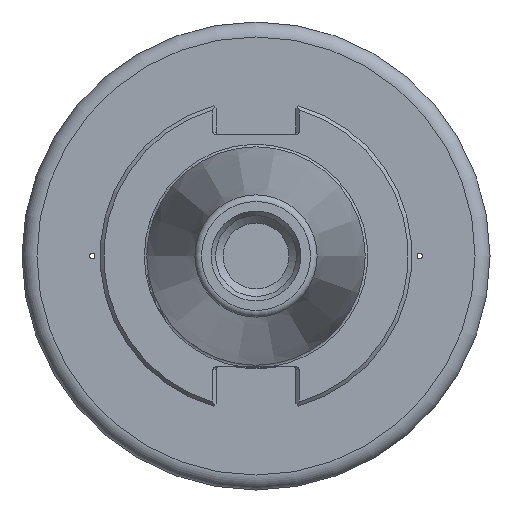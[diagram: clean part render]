
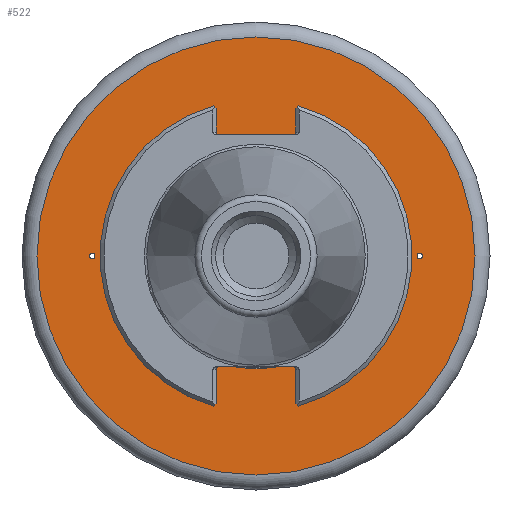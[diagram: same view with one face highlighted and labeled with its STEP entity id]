
A CAD part, left-side view. The second image highlights one B-rep face of the part: STEP entity #522.
In plain terms, the highlighted planar face has unit normal (-1, 0, 0).
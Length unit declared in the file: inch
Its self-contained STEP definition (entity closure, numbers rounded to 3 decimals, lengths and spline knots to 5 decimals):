
#254=CARTESIAN_POINT('',(1.38,-1.312,0.02176));
#255=VERTEX_POINT('',#254);
#256=CARTESIAN_POINT('',(1.38,-1.312,0.0));
#257=DIRECTION('',(1.0,0.0,0.0));
#258=DIRECTION('',(0.0,0.0,-1.0));
#259=AXIS2_PLACEMENT_3D('',#256,#257,#258);
#260=CIRCLE('',#259,0.02176);
#261=EDGE_CURVE('',#255,#255,#260,.T.);
#314=CARTESIAN_POINT('',(1.38,1.312,0.02176));
#315=VERTEX_POINT('',#314);
#316=CARTESIAN_POINT('',(1.38,1.312,0.0));
#317=DIRECTION('',(1.0,0.0,0.0));
#318=DIRECTION('',(0.0,0.0,-1.0));
#319=AXIS2_PLACEMENT_3D('',#316,#317,#318);
#320=CIRCLE('',#319,0.02176);
#321=EDGE_CURVE('',#315,#315,#320,.T.);
#482=CARTESIAN_POINT('',(1.38,1.755,0.0));
#483=VERTEX_POINT('',#482);
#484=CARTESIAN_POINT('',(1.38,0.0,0.0));
#485=DIRECTION('',(1.0,0.0,0.0));
#486=DIRECTION('',(0.0,-1.0,0.0));
#487=AXIS2_PLACEMENT_3D('',#484,#485,#486);
#488=CIRCLE('',#487,1.755);
#489=EDGE_CURVE('',#483,#483,#488,.T.);
#497=CARTESIAN_POINT('',(1.38,0.9375,0.0));
#498=DIRECTION('',(-1.0,0.0,0.0));
#499=DIRECTION('',(0.0,0.0,1.0));
#500=AXIS2_PLACEMENT_3D('',#497,#498,#499);
#501=PLANE('',#500);
#502=ORIENTED_EDGE('',*,*,#489,.F.);
#503=EDGE_LOOP('',(#502));
#504=FACE_OUTER_BOUND('',#503,.T.);
#505=ORIENTED_EDGE('',*,*,#261,.T.);
#506=EDGE_LOOP('',(#505));
#507=FACE_BOUND('',#506,.T.);
#508=ORIENTED_EDGE('',*,*,#321,.T.);
#509=EDGE_LOOP('',(#508));
#510=FACE_BOUND('',#509,.T.);
#511=CARTESIAN_POINT('',(1.38,0.905,0.));
#512=VERTEX_POINT('',#511);
#513=CARTESIAN_POINT('',(1.38,0.,0.0));
#514=DIRECTION('',(-1.0,0.0,0.0));
#515=DIRECTION('',(0.0,-1.0,0.0));
#516=AXIS2_PLACEMENT_3D('',#513,#514,#515);
#517=CIRCLE('',#516,0.905);
#518=EDGE_CURVE('',#512,#512,#517,.T.);
#519=ORIENTED_EDGE('',*,*,#518,.F.);
#520=EDGE_LOOP('',(#519));
#521=FACE_BOUND('',#520,.T.);
#522=ADVANCED_FACE('',(#504,#507,#510,#521),#501,.T.);
